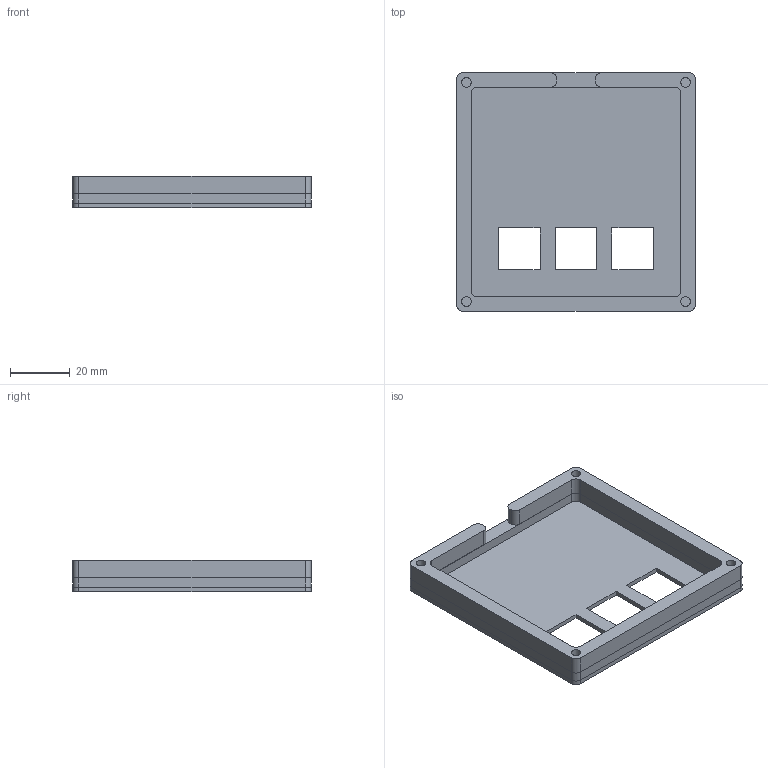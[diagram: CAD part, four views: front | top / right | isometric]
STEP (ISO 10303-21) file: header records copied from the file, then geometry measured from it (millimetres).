
FILE_DESCRIPTION(('FreeCAD Model'),'2;1');
FILE_NAME('Open CASCADE Shape Model','2024-01-27T19:00:13',('Author'),( ''),'Open CASCADE STEP processor 7.6','FreeCAD','Unknown');
FILE_SCHEMA(('AUTOMOTIVE_DESIGN { 1 0 10303 214 1 1 1 1 }'));
Length unit declared in the file: millimetre
Products named in the file (1): Compound002
Bounding box: 80 x 80 x 10.6 mm (x, y, z)
Volume: 21341.3 mm3; surface area: 23445.6 mm2
Topology: 3 solids, 3 shells, 74 faces, 192 edges, 128 vertices
Faces by surface type: plane 46, cylinder 28
Full cylindrical faces by diameter (mm): 3.2 x4
Entity records: 2324 total; most frequent: DIRECTION 398, CARTESIAN_POINT 395, ORIENTED_EDGE 384, EDGE_CURVE 192, LINE 136, VECTOR 136, AXIS2_PLACEMENT_3D 131, VERTEX_POINT 128
